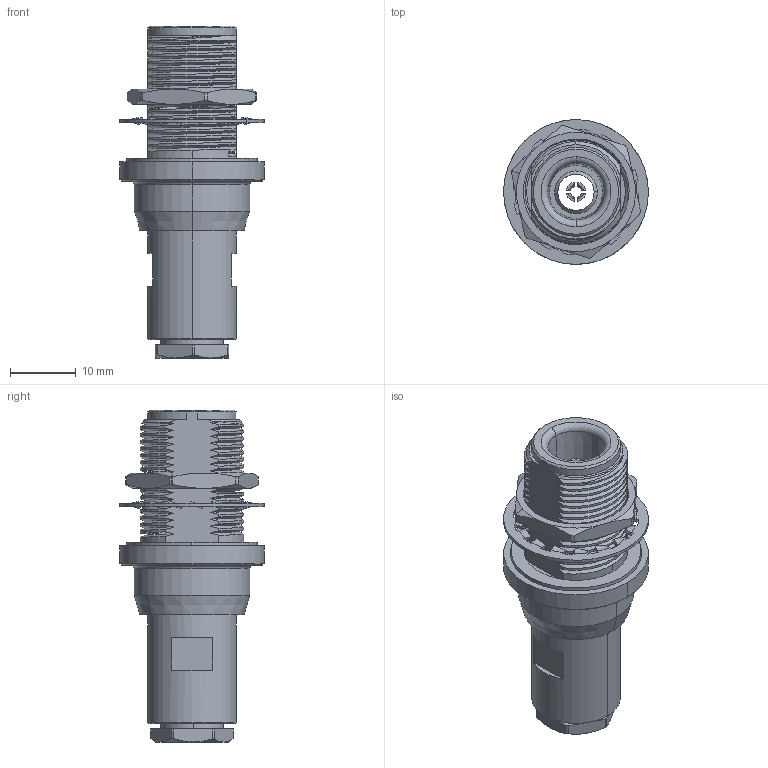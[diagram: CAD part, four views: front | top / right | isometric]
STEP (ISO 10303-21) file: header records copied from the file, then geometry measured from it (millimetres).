
FILE_DESCRIPTION (( 'STEP AP214' ), '1' );
FILE_NAME ('25-290-P3-AW.STEP', '2025-02-27T11:31:06', ( '' ), ( '' ), 'SwSTEP 2.0', 'SolidWorks 2024', '' );
FILE_SCHEMA (( 'AUTOMOTIVE_DESIGN' ));
Products named in the file (1): 25-290-P3-AW
Bounding box: 22 x 22 x 50.42 mm (x, y, z)
Surface area: 5394.2 mm2 (no closed solid volume)
Topology: 0 solids, 10 shells, 357 faces, 1082 edges, 713 vertices
Faces by surface type: bspline 129, cylinder 89, plane 83, cone 52, torus 4
Entity records: 52881 total; most frequent: CARTESIAN_POINT 44851, ORIENTED_EDGE 1967, DIRECTION 1162, EDGE_CURVE 1082, VERTEX_POINT 713, B_SPLINE_CURVE_WITH_KNOTS 431, AXIS2_PLACEMENT_3D 419, EDGE_LOOP 372
